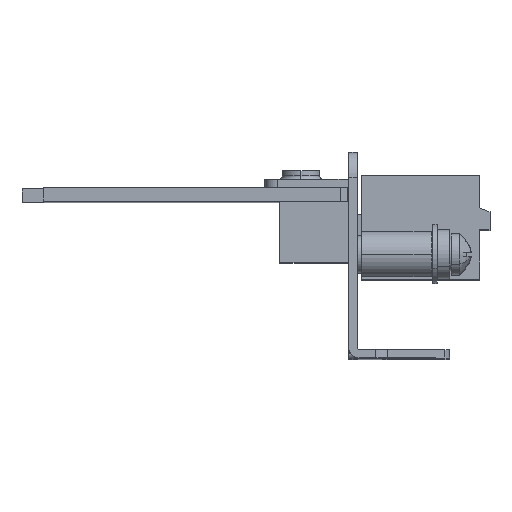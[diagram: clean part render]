
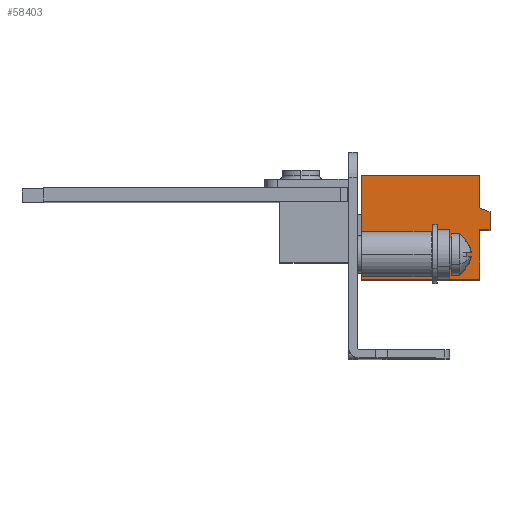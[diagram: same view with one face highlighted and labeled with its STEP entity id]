
A CAD part, top view. The second image highlights one B-rep face of the part: STEP entity #58403.
In plain terms, the highlighted planar face has unit normal (0, 0, 1).
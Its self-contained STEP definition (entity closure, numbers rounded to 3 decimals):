
#58332=DIRECTION('',(0.,-1.,0.));
#58333=VECTOR('',#58332,3.9);
#58334=CARTESIAN_POINT('',(3.6,20.061,42.8));
#58335=LINE('',#58334,#58333);
#58336=DIRECTION('',(0.923,-0.385,0.));
#58337=VECTOR('',#58336,1.3);
#58338=CARTESIAN_POINT('',(3.6,16.161,42.8));
#58339=LINE('',#58338,#58337);
#58340=DIRECTION('',(0.,-1.,0.));
#58341=VECTOR('',#58340,2.1);
#58342=CARTESIAN_POINT('',(4.8,15.661,42.8));
#58343=LINE('',#58342,#58341);
#58344=DIRECTION('',(-1.,0.,0.));
#58345=VECTOR('',#58344,1.2);
#58346=CARTESIAN_POINT('',(4.8,13.561,42.8));
#58347=LINE('',#58346,#58345);
#58348=DIRECTION('',(0.,-1.,0.));
#58349=VECTOR('',#58348,5.9);
#58350=CARTESIAN_POINT('',(3.6,13.561,42.8));
#58351=LINE('',#58350,#58349);
#58352=DIRECTION('',(-1.,0.,0.));
#58353=VECTOR('',#58352,14.1);
#58354=CARTESIAN_POINT('',(3.6,7.661,42.8));
#58355=LINE('',#58354,#58353);
#58356=DIRECTION('',(0.,1.,0.));
#58357=VECTOR('',#58356,12.4);
#58358=CARTESIAN_POINT('',(-10.5,7.661,42.8));
#58359=LINE('',#58358,#58357);
#58360=DIRECTION('',(1.,0.,0.));
#58361=VECTOR('',#58360,14.1);
#58362=CARTESIAN_POINT('',(-10.5,20.061,42.8));
#58363=LINE('',#58362,#58361);
#58364=CARTESIAN_POINT('',(3.6,16.161,42.8));
#58365=CARTESIAN_POINT('',(3.6,20.061,42.8));
#58366=VERTEX_POINT('',#58364);
#58367=VERTEX_POINT('',#58365);
#58368=CARTESIAN_POINT('',(-10.5,20.061,42.8));
#58369=VERTEX_POINT('',#58368);
#58370=CARTESIAN_POINT('',(-10.5,7.661,42.8));
#58371=VERTEX_POINT('',#58370);
#58372=CARTESIAN_POINT('',(3.6,7.661,42.8));
#58373=VERTEX_POINT('',#58372);
#58374=CARTESIAN_POINT('',(3.6,13.561,42.8));
#58375=VERTEX_POINT('',#58374);
#58376=CARTESIAN_POINT('',(4.8,13.561,42.8));
#58377=VERTEX_POINT('',#58376);
#58378=CARTESIAN_POINT('',(4.8,15.661,42.8));
#58379=VERTEX_POINT('',#58378);
#58380=CARTESIAN_POINT('',(-12.064,21.335,42.8));
#58381=DIRECTION('',(0.,0.,1.));
#58382=DIRECTION('',(1.,0.,0.));
#58383=AXIS2_PLACEMENT_3D('',#58380,#58381,#58382);
#58384=PLANE('',#58383);
#58386=ORIENTED_EDGE('',*,*,#58385,.T.);
#58388=ORIENTED_EDGE('',*,*,#58387,.T.);
#58390=ORIENTED_EDGE('',*,*,#58389,.T.);
#58392=ORIENTED_EDGE('',*,*,#58391,.T.);
#58394=ORIENTED_EDGE('',*,*,#58393,.T.);
#58396=ORIENTED_EDGE('',*,*,#58395,.T.);
#58398=ORIENTED_EDGE('',*,*,#58397,.T.);
#58400=ORIENTED_EDGE('',*,*,#58399,.T.);
#58401=EDGE_LOOP('',(#58386,#58388,#58390,#58392,#58394,#58396,#58398,#58400));
#58402=FACE_OUTER_BOUND('',#58401,.F.);
#58403=ADVANCED_FACE('',(#58402),#58384,.T.);
#58385=EDGE_CURVE('',#58367,#58366,#58335,.T.);
#58387=EDGE_CURVE('',#58366,#58379,#58339,.T.);
#58389=EDGE_CURVE('',#58379,#58377,#58343,.T.);
#58391=EDGE_CURVE('',#58377,#58375,#58347,.T.);
#58393=EDGE_CURVE('',#58375,#58373,#58351,.T.);
#58395=EDGE_CURVE('',#58373,#58371,#58355,.T.);
#58397=EDGE_CURVE('',#58371,#58369,#58359,.T.);
#58399=EDGE_CURVE('',#58369,#58367,#58363,.T.);
